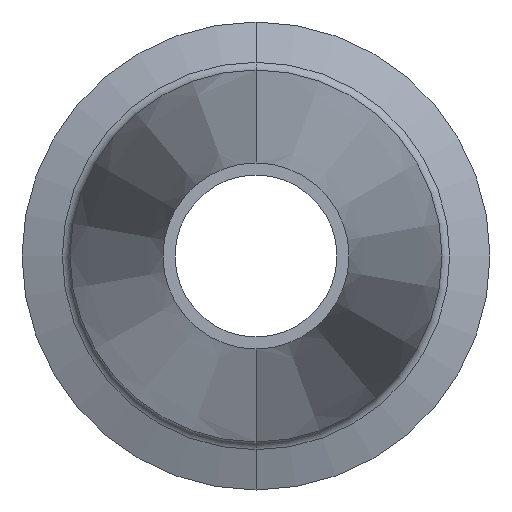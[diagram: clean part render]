
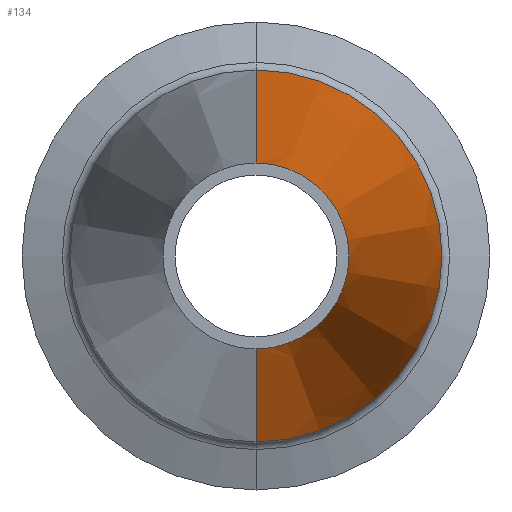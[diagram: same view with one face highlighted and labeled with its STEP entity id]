
A CAD part, front view. The second image highlights one B-rep face of the part: STEP entity #134.
In plain terms, the highlighted conical face has half-angle 7.125 degrees and reference radius 12.7 mm.
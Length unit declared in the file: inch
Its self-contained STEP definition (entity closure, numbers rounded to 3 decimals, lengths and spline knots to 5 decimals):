
#5 = CARTESIAN_POINT ( 'NONE',  ( 0., 0., 0. ) ) ;
#26 = VECTOR ( 'NONE', #895, 39.37008 ) ;
#68 = DIRECTION ( 'NONE',  ( 0., 0.992, -0.124 ) ) ;
#81 = CARTESIAN_POINT ( 'NONE',  ( 0., 0., 0.5 ) ) ;
#95 = ORIENTED_EDGE ( 'NONE', *, *, #366, .F. ) ;
#120 = VERTEX_POINT ( 'NONE', #1030 ) ;
#128 = ORIENTED_EDGE ( 'NONE', *, *, #541, .F. ) ;
#134 = ADVANCED_FACE ( 'NONE', ( #657 ), #627, .T. ) ;
#209 = AXIS2_PLACEMENT_3D ( 'NONE', #726, #984, #287 ) ;
#220 = LINE ( 'NONE', #1055, #26 ) ;
#287 = DIRECTION ( 'NONE',  ( 0., 0., 1. ) ) ;
#328 = DIRECTION ( 'NONE',  ( 0., 1., 0. ) ) ;
#366 = EDGE_CURVE ( 'NONE', #1007, #440, #1080, .T. ) ;
#370 = DIRECTION ( 'NONE',  ( 0., 0., -1. ) ) ;
#424 = DIRECTION ( 'NONE',  ( 0., 0., 1. ) ) ;
#426 = CARTESIAN_POINT ( 'NONE',  ( 0., 0., -0.5 ) ) ;
#433 = VERTEX_POINT ( 'NONE', #528 ) ;
#440 = VERTEX_POINT ( 'NONE', #81 ) ;
#528 = CARTESIAN_POINT ( 'NONE',  ( 0., 4., 1. ) ) ;
#541 = EDGE_CURVE ( 'NONE', #433, #120, #694, .T. ) ;
#545 = EDGE_CURVE ( 'NONE', #440, #433, #220, .T. ) ;
#558 = AXIS2_PLACEMENT_3D ( 'NONE', #702, #328, #424 ) ;
#576 = EDGE_LOOP ( 'NONE', ( #95, #593, #128, #966 ) ) ;
#593 = ORIENTED_EDGE ( 'NONE', *, *, #875, .T. ) ;
#599 = CARTESIAN_POINT ( 'NONE',  ( 0., 0., -0.5 ) ) ;
#627 = CONICAL_SURFACE ( 'NONE', #558, 0.5, 0.124 ) ;
#657 = FACE_OUTER_BOUND ( 'NONE', #576, .T. ) ;
#694 = CIRCLE ( 'NONE', #209, 1. ) ;
#702 = CARTESIAN_POINT ( 'NONE',  ( 0., 0., 0. ) ) ;
#713 = VECTOR ( 'NONE', #68, 39.37008 ) ;
#726 = CARTESIAN_POINT ( 'NONE',  ( 0., 4., 0. ) ) ;
#737 = DIRECTION ( 'NONE',  ( 0., -1., 0. ) ) ;
#823 = AXIS2_PLACEMENT_3D ( 'NONE', #5, #737, #370 ) ;
#875 = EDGE_CURVE ( 'NONE', #1007, #120, #910, .T. ) ;
#895 = DIRECTION ( 'NONE',  ( 0., 0.992, 0.124 ) ) ;
#910 = LINE ( 'NONE', #599, #713 ) ;
#966 = ORIENTED_EDGE ( 'NONE', *, *, #545, .F. ) ;
#984 = DIRECTION ( 'NONE',  ( 0., 1., 0. ) ) ;
#1007 = VERTEX_POINT ( 'NONE', #426 ) ;
#1030 = CARTESIAN_POINT ( 'NONE',  ( 0., 4., -1. ) ) ;
#1055 = CARTESIAN_POINT ( 'NONE',  ( 0., 0., 0.5 ) ) ;
#1080 = CIRCLE ( 'NONE', #823, 0.5 ) ;
